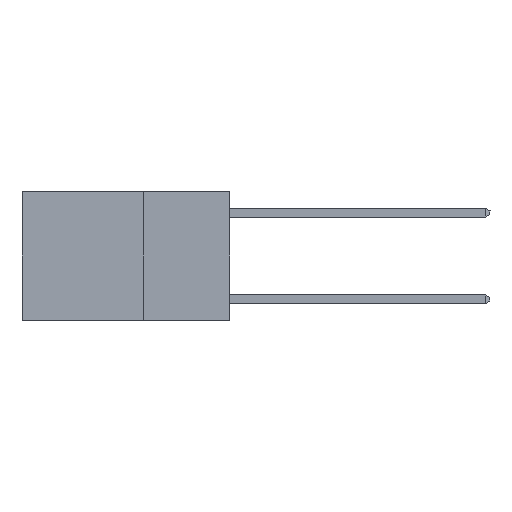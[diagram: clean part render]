
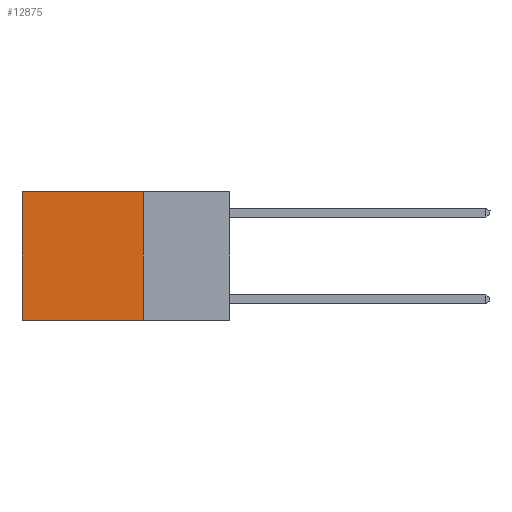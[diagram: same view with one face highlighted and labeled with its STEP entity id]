
A CAD part, left-side view. The second image highlights one B-rep face of the part: STEP entity #12875.
In plain terms, the highlighted planar face has unit normal (-1, 0, 0).
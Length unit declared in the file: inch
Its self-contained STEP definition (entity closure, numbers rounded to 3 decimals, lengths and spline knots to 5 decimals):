
#2741 = VERTEX_POINT ( 'NONE', #10385 ) ;
#3060 = VECTOR ( 'NONE', #10463, 39.37008 ) ;
#4005 = ORIENTED_EDGE ( 'NONE', *, *, #10854, .F. ) ;
#4393 = EDGE_LOOP ( 'NONE', ( #29986, #4005, #22545, #29749 ) ) ;
#5042 = CARTESIAN_POINT ( 'NONE',  ( 0.2625, 0.6, 0. ) ) ;
#6719 = VERTEX_POINT ( 'NONE', #23731 ) ;
#6949 = VECTOR ( 'NONE', #28553, 39.37008 ) ;
#9298 = LINE ( 'NONE', #24057, #27039 ) ;
#9313 = LINE ( 'NONE', #14994, #3060 ) ;
#9823 = CARTESIAN_POINT ( 'NONE',  ( 0.2625, 0.6, 0. ) ) ;
#10385 = CARTESIAN_POINT ( 'NONE',  ( 0.2625, 0.25, -0.37 ) ) ;
#10463 = DIRECTION ( 'NONE',  ( 0., 1., 0. ) ) ;
#10854 = EDGE_CURVE ( 'NONE', #2741, #23158, #9313, .T. ) ;
#11750 = CARTESIAN_POINT ( 'NONE',  ( 0.2625, 0.25, 0. ) ) ;
#12379 = AXIS2_PLACEMENT_3D ( 'NONE', #11750, #27932, #14089 ) ;
#12875 = ADVANCED_FACE ( 'NONE', ( #22286 ), #23305, .F. ) ;
#14089 = DIRECTION ( 'NONE',  ( 0., 0., -1. ) ) ;
#14616 = CARTESIAN_POINT ( 'NONE',  ( 0.2625, 0.25, 0. ) ) ;
#14994 = CARTESIAN_POINT ( 'NONE',  ( 0.2625, 0.25, -0.37 ) ) ;
#18137 = EDGE_CURVE ( 'NONE', #6719, #18859, #26152, .T. ) ;
#18776 = VECTOR ( 'NONE', #23694, 39.37008 ) ;
#18859 = VERTEX_POINT ( 'NONE', #5042 ) ;
#21727 = CARTESIAN_POINT ( 'NONE',  ( 0.2625, 0.6, -0.37 ) ) ;
#22286 = FACE_OUTER_BOUND ( 'NONE', #4393, .T. ) ;
#22545 = ORIENTED_EDGE ( 'NONE', *, *, #26066, .F. ) ;
#23158 = VERTEX_POINT ( 'NONE', #21727 ) ;
#23305 = PLANE ( 'NONE',  #12379 ) ;
#23694 = DIRECTION ( 'NONE',  ( 0., 0., -1. ) ) ;
#23731 = CARTESIAN_POINT ( 'NONE',  ( 0.2625, 0.25, 0. ) ) ;
#24057 = CARTESIAN_POINT ( 'NONE',  ( 0.2625, 0.25, 0. ) ) ;
#24186 = LINE ( 'NONE', #9823, #18776 ) ;
#25247 = EDGE_CURVE ( 'NONE', #18859, #23158, #24186, .T. ) ;
#26066 = EDGE_CURVE ( 'NONE', #6719, #2741, #9298, .T. ) ;
#26152 = LINE ( 'NONE', #14616, #6949 ) ;
#26382 = DIRECTION ( 'NONE',  ( 0., 0., -1. ) ) ;
#27039 = VECTOR ( 'NONE', #26382, 39.37008 ) ;
#27932 = DIRECTION ( 'NONE',  ( 1., 0., 0. ) ) ;
#28553 = DIRECTION ( 'NONE',  ( 0., 1., 0. ) ) ;
#29749 = ORIENTED_EDGE ( 'NONE', *, *, #18137, .T. ) ;
#29986 = ORIENTED_EDGE ( 'NONE', *, *, #25247, .T. ) ;
